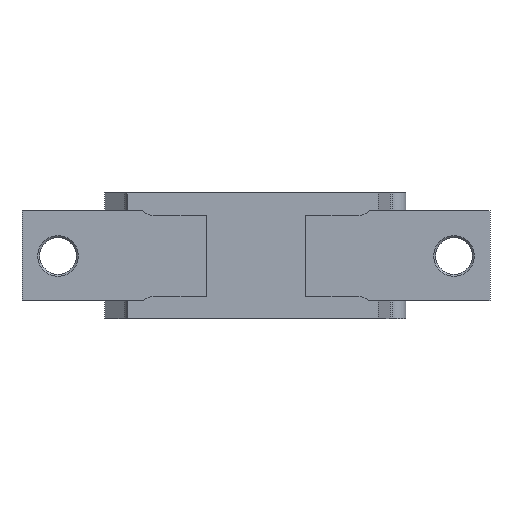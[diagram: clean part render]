
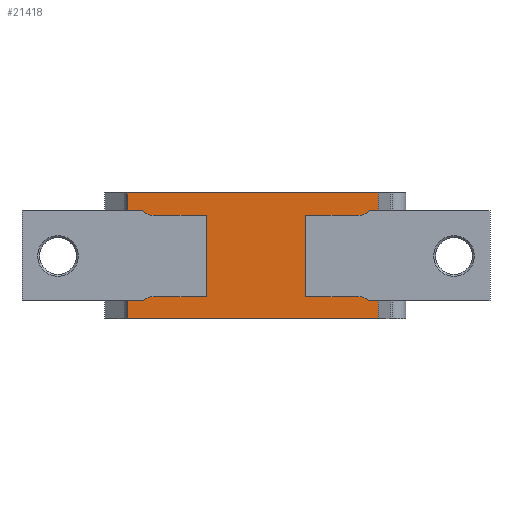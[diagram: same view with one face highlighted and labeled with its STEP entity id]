
A CAD part, front view. The second image highlights one B-rep face of the part: STEP entity #21418.
In plain terms, the highlighted planar face has unit normal (0, -1, 0).
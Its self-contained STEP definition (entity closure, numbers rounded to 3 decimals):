
#1309=DIRECTION('',(1.,0.,0.));
#1310=VECTOR('',#1309,27.9);
#1311=CARTESIAN_POINT('',(-14.3,0.,-7.));
#1312=LINE('',#1311,#1310);
#1342=DIRECTION('',(0.,0.,1.));
#1343=VECTOR('',#1342,14.);
#1344=CARTESIAN_POINT('',(13.6,0.,-7.));
#1345=LINE('',#1344,#1343);
#1397=DIRECTION('',(1.,0.,0.));
#1398=VECTOR('',#1397,27.9);
#1399=CARTESIAN_POINT('',(-14.3,0.,7.));
#1400=LINE('',#1399,#1398);
#1548=DIRECTION('',(0.,0.,1.));
#1549=VECTOR('',#1548,3.75);
#1550=CARTESIAN_POINT('',(-14.3,0.,-7.));
#1551=LINE('',#1550,#1549);
#1552=DIRECTION('',(0.,0.,1.));
#1553=VECTOR('',#1552,6.5);
#1554=CARTESIAN_POINT('',(-15.032,0.,-3.25));
#1555=LINE('',#1554,#1553);
#1556=DIRECTION('',(0.,0.,1.));
#1557=VECTOR('',#1556,3.75);
#1558=CARTESIAN_POINT('',(-14.3,0.,3.25));
#1559=LINE('',#1558,#1557);
#1560=DIRECTION('',(-1.,0.,0.));
#1561=VECTOR('',#1560,3.03);
#1562=CARTESIAN_POINT('',(-5.485,0.,-4.515));
#1563=LINE('',#1562,#1561);
#1564=DIRECTION('',(0.,0.,-1.));
#1565=VECTOR('',#1564,3.912);
#1566=CARTESIAN_POINT('',(-5.485,0.,-0.603));
#1567=LINE('',#1566,#1565);
#1568=DIRECTION('',(1.,0.,0.));
#1569=VECTOR('',#1568,3.03);
#1570=CARTESIAN_POINT('',(-8.515,0.,-0.603));
#1571=LINE('',#1570,#1569);
#1572=DIRECTION('',(0.,0.,-1.));
#1573=VECTOR('',#1572,3.912);
#1574=CARTESIAN_POINT('',(-8.515,0.,-0.603));
#1575=LINE('',#1574,#1573);
#1576=DIRECTION('',(-1.,0.,0.));
#1577=VECTOR('',#1576,3.03);
#1578=CARTESIAN_POINT('',(8.515,0.,-4.515));
#1579=LINE('',#1578,#1577);
#1580=DIRECTION('',(0.,0.,-1.));
#1581=VECTOR('',#1580,3.912);
#1582=CARTESIAN_POINT('',(8.515,0.,-0.603));
#1583=LINE('',#1582,#1581);
#1584=DIRECTION('',(1.,0.,0.));
#1585=VECTOR('',#1584,3.03);
#1586=CARTESIAN_POINT('',(5.485,0.,-0.603));
#1587=LINE('',#1586,#1585);
#1588=DIRECTION('',(0.,0.,-1.));
#1589=VECTOR('',#1588,3.912);
#1590=CARTESIAN_POINT('',(5.485,0.,-0.603));
#1591=LINE('',#1590,#1589);
#1592=DIRECTION('',(-1.,0.,0.));
#1593=VECTOR('',#1592,3.03);
#1594=CARTESIAN_POINT('',(-5.485,0.,4.515));
#1595=LINE('',#1594,#1593);
#1596=DIRECTION('',(0.,0.,-1.));
#1597=VECTOR('',#1596,3.912);
#1598=CARTESIAN_POINT('',(-8.515,0.,4.515));
#1599=LINE('',#1598,#1597);
#1600=DIRECTION('',(1.,0.,0.));
#1601=VECTOR('',#1600,3.03);
#1602=CARTESIAN_POINT('',(-8.515,0.,0.603));
#1603=LINE('',#1602,#1601);
#1604=DIRECTION('',(0.,0.,-1.));
#1605=VECTOR('',#1604,3.912);
#1606=CARTESIAN_POINT('',(-5.485,0.,4.515));
#1607=LINE('',#1606,#1605);
#1608=DIRECTION('',(-1.,0.,0.));
#1609=VECTOR('',#1608,3.03);
#1610=CARTESIAN_POINT('',(8.515,0.,4.515));
#1611=LINE('',#1610,#1609);
#1612=DIRECTION('',(0.,0.,-1.));
#1613=VECTOR('',#1612,3.912);
#1614=CARTESIAN_POINT('',(5.485,0.,4.515));
#1615=LINE('',#1614,#1613);
#1616=DIRECTION('',(1.,0.,0.));
#1617=VECTOR('',#1616,3.03);
#1618=CARTESIAN_POINT('',(5.485,0.,0.603));
#1619=LINE('',#1618,#1617);
#1620=DIRECTION('',(0.,0.,-1.));
#1621=VECTOR('',#1620,3.912);
#1622=CARTESIAN_POINT('',(8.515,0.,4.515));
#1623=LINE('',#1622,#1621);
#1652=DIRECTION('',(1.,0.,0.));
#1653=VECTOR('',#1652,0.732);
#1654=CARTESIAN_POINT('',(-15.032,0.,-3.25));
#1655=LINE('',#1654,#1653);
#1656=DIRECTION('',(1.,0.,0.));
#1657=VECTOR('',#1656,0.732);
#1658=CARTESIAN_POINT('',(-15.032,0.,3.25));
#1659=LINE('',#1658,#1657);
#16484=CARTESIAN_POINT('',(13.6,0.,-7.));
#16486=VERTEX_POINT('',#16484);
#16556=CARTESIAN_POINT('',(-14.3,0.,-7.));
#16557=VERTEX_POINT('',#16556);
#16558=CARTESIAN_POINT('',(13.6,0.,7.));
#16560=VERTEX_POINT('',#16558);
#16630=CARTESIAN_POINT('',(-14.3,0.,7.));
#16631=VERTEX_POINT('',#16630);
#16636=CARTESIAN_POINT('',(-15.032,0.,-3.25));
#16637=VERTEX_POINT('',#16636);
#16642=CARTESIAN_POINT('',(-15.032,0.,3.25));
#16643=VERTEX_POINT('',#16642);
#16644=CARTESIAN_POINT('',(-14.3,0.,-3.25));
#16646=VERTEX_POINT('',#16644);
#16648=CARTESIAN_POINT('',(-14.3,0.,3.25));
#16650=VERTEX_POINT('',#16648);
#20271=CARTESIAN_POINT('',(8.515,0.,4.515));
#20272=CARTESIAN_POINT('',(5.485,0.,4.515));
#20273=VERTEX_POINT('',#20271);
#20274=VERTEX_POINT('',#20272);
#20275=CARTESIAN_POINT('',(-5.485,0.,4.515));
#20276=CARTESIAN_POINT('',(-8.515,0.,4.515));
#20277=VERTEX_POINT('',#20275);
#20278=VERTEX_POINT('',#20276);
#20279=CARTESIAN_POINT('',(8.515,0.,-4.515));
#20280=CARTESIAN_POINT('',(5.485,0.,-4.515));
#20281=VERTEX_POINT('',#20279);
#20282=VERTEX_POINT('',#20280);
#20283=CARTESIAN_POINT('',(-5.485,0.,-4.515));
#20284=CARTESIAN_POINT('',(-8.515,0.,-4.515));
#20285=VERTEX_POINT('',#20283);
#20286=VERTEX_POINT('',#20284);
#20287=CARTESIAN_POINT('',(5.485,0.,0.603));
#20288=VERTEX_POINT('',#20287);
#20289=CARTESIAN_POINT('',(5.485,0.,-0.603));
#20290=VERTEX_POINT('',#20289);
#20291=CARTESIAN_POINT('',(-5.485,0.,0.603));
#20292=VERTEX_POINT('',#20291);
#20293=CARTESIAN_POINT('',(-5.485,0.,-0.603));
#20294=VERTEX_POINT('',#20293);
#20295=CARTESIAN_POINT('',(-8.515,0.,0.603));
#20296=VERTEX_POINT('',#20295);
#20297=CARTESIAN_POINT('',(-8.515,0.,-0.603));
#20298=VERTEX_POINT('',#20297);
#20299=CARTESIAN_POINT('',(8.515,0.,0.603));
#20300=VERTEX_POINT('',#20299);
#20301=CARTESIAN_POINT('',(8.515,0.,-0.603));
#20302=VERTEX_POINT('',#20301);
#21358=CARTESIAN_POINT('',(-14.3,0.,-7.));
#21359=DIRECTION('',(0.,-1.,0.));
#21360=DIRECTION('',(1.,0.,0.));
#21361=AXIS2_PLACEMENT_3D('',#21358,#21359,#21360);
#21362=PLANE('',#21361);
#21364=ORIENTED_EDGE('',*,*,#21363,.T.);
#21366=ORIENTED_EDGE('',*,*,#21365,.F.);
#21368=ORIENTED_EDGE('',*,*,#21367,.T.);
#21370=ORIENTED_EDGE('',*,*,#21369,.T.);
#21372=ORIENTED_EDGE('',*,*,#21371,.T.);
#21373=ORIENTED_EDGE('',*,*,#21285,.T.);
#21374=ORIENTED_EDGE('',*,*,#21229,.F.);
#21375=ORIENTED_EDGE('',*,*,#21212,.F.);
#21376=EDGE_LOOP('',(#21364,#21366,#21368,#21370,#21372,#21373,#21374,#21375));
#21377=FACE_OUTER_BOUND('',#21376,.F.);
#21379=ORIENTED_EDGE('',*,*,#21378,.F.);
#21381=ORIENTED_EDGE('',*,*,#21380,.F.);
#21383=ORIENTED_EDGE('',*,*,#21382,.F.);
#21385=ORIENTED_EDGE('',*,*,#21384,.T.);
#21386=EDGE_LOOP('',(#21379,#21381,#21383,#21385));
#21387=FACE_BOUND('',#21386,.F.);
#21389=ORIENTED_EDGE('',*,*,#21388,.F.);
#21391=ORIENTED_EDGE('',*,*,#21390,.F.);
#21393=ORIENTED_EDGE('',*,*,#21392,.F.);
#21395=ORIENTED_EDGE('',*,*,#21394,.T.);
#21396=EDGE_LOOP('',(#21389,#21391,#21393,#21395));
#21397=FACE_BOUND('',#21396,.F.);
#21399=ORIENTED_EDGE('',*,*,#21398,.T.);
#21401=ORIENTED_EDGE('',*,*,#21400,.T.);
#21403=ORIENTED_EDGE('',*,*,#21402,.T.);
#21405=ORIENTED_EDGE('',*,*,#21404,.F.);
#21406=EDGE_LOOP('',(#21399,#21401,#21403,#21405));
#21407=FACE_BOUND('',#21406,.F.);
#21409=ORIENTED_EDGE('',*,*,#21408,.T.);
#21411=ORIENTED_EDGE('',*,*,#21410,.T.);
#21413=ORIENTED_EDGE('',*,*,#21412,.T.);
#21415=ORIENTED_EDGE('',*,*,#21414,.F.);
#21416=EDGE_LOOP('',(#21409,#21411,#21413,#21415));
#21417=FACE_BOUND('',#21416,.F.);
#21418=ADVANCED_FACE('',(#21377,#21387,#21397,#21407,#21417),#21362,.T.);
#21212=EDGE_CURVE('',#16557,#16486,#1312,.T.);
#21229=EDGE_CURVE('',#16486,#16560,#1345,.T.);
#21285=EDGE_CURVE('',#16631,#16560,#1400,.T.);
#21363=EDGE_CURVE('',#16557,#16646,#1551,.T.);
#21365=EDGE_CURVE('',#16637,#16646,#1655,.T.);
#21367=EDGE_CURVE('',#16637,#16643,#1555,.T.);
#21369=EDGE_CURVE('',#16643,#16650,#1659,.T.);
#21371=EDGE_CURVE('',#16650,#16631,#1559,.T.);
#21378=EDGE_CURVE('',#20285,#20286,#1563,.T.);
#21380=EDGE_CURVE('',#20294,#20285,#1567,.T.);
#21382=EDGE_CURVE('',#20298,#20294,#1571,.T.);
#21384=EDGE_CURVE('',#20298,#20286,#1575,.T.);
#21388=EDGE_CURVE('',#20281,#20282,#1579,.T.);
#21390=EDGE_CURVE('',#20302,#20281,#1583,.T.);
#21392=EDGE_CURVE('',#20290,#20302,#1587,.T.);
#21394=EDGE_CURVE('',#20290,#20282,#1591,.T.);
#21398=EDGE_CURVE('',#20277,#20278,#1595,.T.);
#21400=EDGE_CURVE('',#20278,#20296,#1599,.T.);
#21402=EDGE_CURVE('',#20296,#20292,#1603,.T.);
#21404=EDGE_CURVE('',#20277,#20292,#1607,.T.);
#21408=EDGE_CURVE('',#20273,#20274,#1611,.T.);
#21410=EDGE_CURVE('',#20274,#20288,#1615,.T.);
#21412=EDGE_CURVE('',#20288,#20300,#1619,.T.);
#21414=EDGE_CURVE('',#20273,#20300,#1623,.T.);
